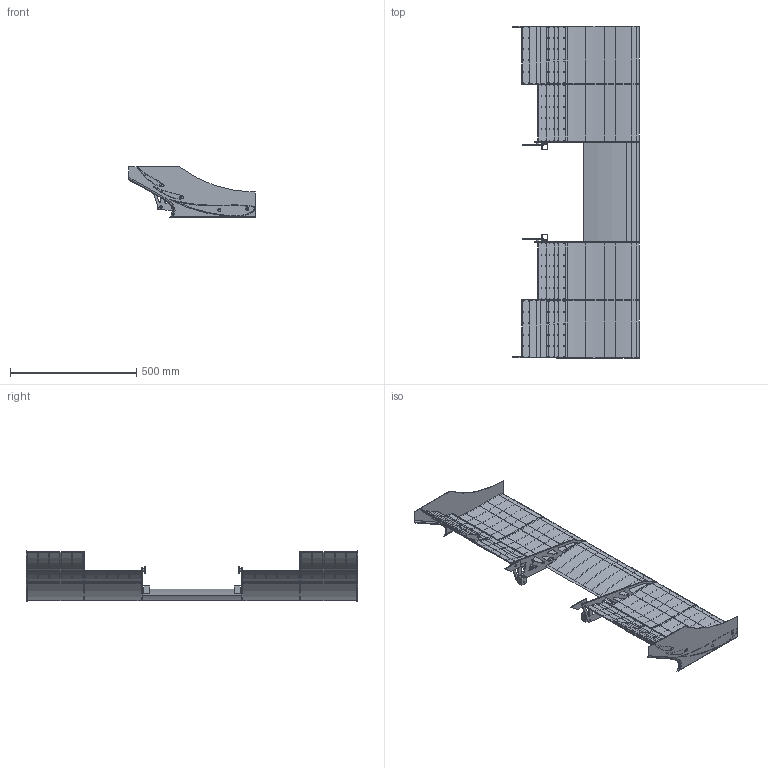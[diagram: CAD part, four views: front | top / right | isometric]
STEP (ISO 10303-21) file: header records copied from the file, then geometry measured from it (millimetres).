
FILE_DESCRIPTION(/* description */ (''),/* implementation_level */ '2;1');
FILE_NAME(/* name */ 'Fr.wing_assy.stp',/* time_stamp */ '2018-04-27T19:47:38+09:00',/* author */ ('ku_sk'),/* organization */ (''),/* preprocessor_version */ 'ST-DEVELOPER v17',/* originating_system */ 'Autodesk Inventor 2018',/* authorisation */ '');
FILE_SCHEMA (('AUTOMOTIVE_DESIGN { 1 0 10303 214 3 1 1 }'));
Length unit declared in the file: millimetre
Products named in the file (24): Fr.wing_assy; mainflap_center; plate; uretan_mc; GFRP_mc; mainflap_side; plate_1; uretan_ms; GFRP_ms; subflap2; plate_sf2; uretan_sf; GFRP_sf; endplate; endplate1; bracket2; bracket1; bracket1(body); axis3; axis2; axis_f1; mount2; collar_5; collar_10
Assembly tree (77 placements, depth 3):
  Fr.wing_assy
    mainflap_center
      plate  x9
      uretan_mc  x8
      GFRP_mc
    mainflap_side  x4
      plate_1
      uretan_ms
      GFRP_ms
    subflap2  x6
      plate_sf2
      uretan_sf
      GFRP_sf
    endplate
    endplate1
    bracket2  x2
    bracket1  x2
    bracket1(body)  x2
    axis3  x4
    axis2  x4
    axis_f1  x2
    mount2  x2
    collar_5  x2
    collar_10  x2
Bounding box: 500 x 1316 x 200 mm (x, y, z)
Volume: 14338961.6 mm3; surface area: 5250496.7 mm2
Topology: 162 solids, 162 shells, 2559 faces, 6701 edges, 4466 vertices
Faces by surface type: cylinder 2117, plane 434, bspline 8
Full cylindrical faces by diameter (mm): 5 x10, 6 x152, 8 x6, 10 x4, 12 x132
Entity records: 12776 total; most frequent: CARTESIAN_POINT 2403, DIRECTION 2234, ORIENTED_EDGE 1816, EDGE_CURVE 908, AXIS2_PLACEMENT_3D 905, VERTEX_POINT 604, CIRCLE 462, EDGE_LOOP 426
